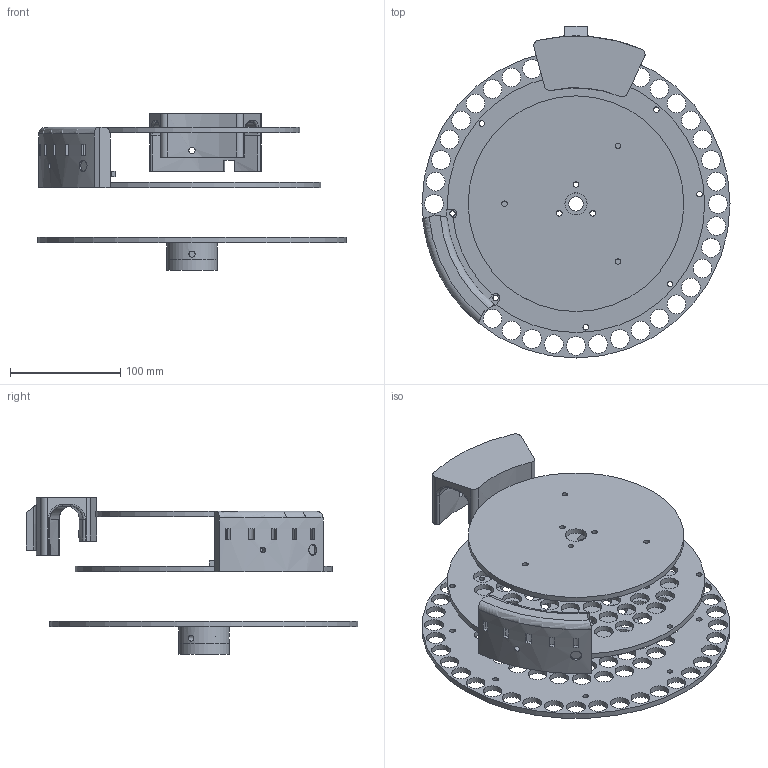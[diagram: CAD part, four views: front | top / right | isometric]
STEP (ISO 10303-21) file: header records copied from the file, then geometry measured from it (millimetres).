
FILE_DESCRIPTION(/* description */ (''),/* implementation_level */ '2;1');
FILE_NAME(/* name */ 'Wheel_segments_acrylic_glas.stp',/* time_stamp */ '2021-04-27T19:52:25+02:00',/* author */ ('Christian'),/* organization */ (''),/* preprocessor_version */ 'ST-DEVELOPER v18.1',/* originating_system */ 'Autodesk Inventor 2021',/* authorisation */ '');
FILE_SCHEMA (('AUTOMOTIVE_DESIGN { 1 0 10303 214 3 1 1 }'));
Length unit declared in the file: millimetre
Products named in the file (1): Reagenzglasläufer finale Version Segmente
Bounding box: 280 x 301.5 x 142.5 mm (x, y, z)
Volume: 687992.8 mm3; surface area: 322847.4 mm2
Topology: 7 solids, 7 shells, 366 faces, 1012 edges, 671 vertices
Faces by surface type: cylinder 245, plane 108, sphere 5, torus 4, bspline 4
Full cylindrical faces by diameter (mm): 1.5 x3, 2.4 x1, 5 x40, 5.6 x3, 5.698 x1, 9 x3, 10 x1, 13 x2, 17 x159, 20 x3, 46 x2, 196 x1, 234 x1, 280 x1
Entity records: 13278 total; most frequent: CARTESIAN_POINT 2574, DIRECTION 2253, ORIENTED_EDGE 2014, EDGE_CURVE 1007, AXIS2_PLACEMENT_3D 910, EDGE_LOOP 807, VERTEX_POINT 671, CIRCLE 544
